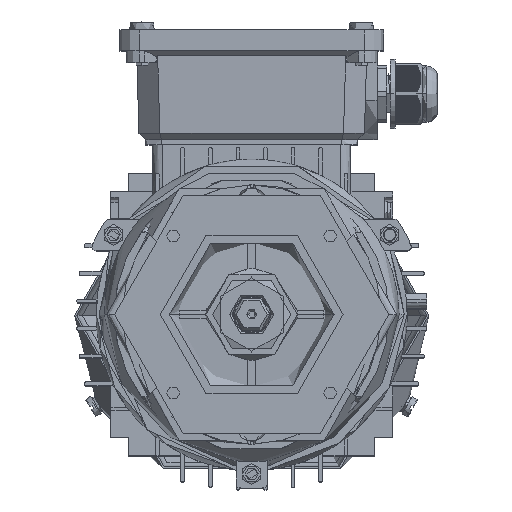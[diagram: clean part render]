
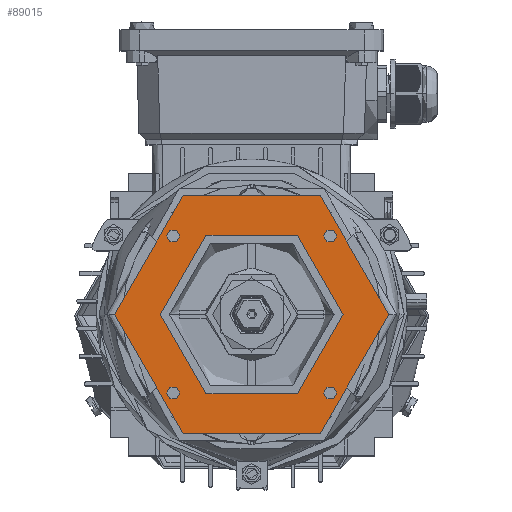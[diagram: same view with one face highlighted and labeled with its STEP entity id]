
A CAD part, top view. The second image highlights one B-rep face of the part: STEP entity #89015.
In plain terms, the highlighted planar face has unit normal (0, 0, 1).
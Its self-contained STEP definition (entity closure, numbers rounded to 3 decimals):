
#3541 = ORIENTED_EDGE ( 'NONE', *, *, #36630, .T. ) ;
#4940 = FACE_BOUND ( 'NONE', #16053, .T. ) ;
#4942 = CARTESIAN_POINT ( 'NONE',  ( -16.57, -22.902, 337.5 ) ) ;
#5778 = CIRCLE ( 'NONE', #144557, 35. ) ;
#6802 = DIRECTION ( 'NONE',  ( 1., 0., 0. ) ) ;
#7383 = DIRECTION ( 'NONE',  ( 1., 0., 0. ) ) ;
#7496 = DIRECTION ( 'NONE',  ( 1., 0., 0. ) ) ;
#7649 = EDGE_CURVE ( 'NONE', #88548, #115429, #75400, .T. ) ;
#7751 = CIRCLE ( 'NONE', #73897, 2.5 ) ;
#9567 = AXIS2_PLACEMENT_3D ( 'NONE', #97406, #16019, #111136 ) ;
#9644 = CIRCLE ( 'NONE', #82944, 2.5 ) ;
#11176 = AXIS2_PLACEMENT_3D ( 'NONE', #123587, #42281, #137256 ) ;
#11890 = VERTEX_POINT ( 'NONE', #65285 ) ;
#13867 = CARTESIAN_POINT ( 'NONE',  ( 15.982, -52.954, 337.5 ) ) ;
#14818 = DIRECTION ( 'NONE',  ( 0., 0., -1. ) ) ;
#15026 = CARTESIAN_POINT ( 'NONE',  ( 46.034, -22.902, 337.5 ) ) ;
#16019 = DIRECTION ( 'NONE',  ( 0., 0., 1. ) ) ;
#16053 = EDGE_LOOP ( 'NONE', ( #127425, #26554 ) ) ;
#18709 = DIRECTION ( 'NONE',  ( 0., 0., -1. ) ) ;
#26554 = ORIENTED_EDGE ( 'NONE', *, *, #160771, .T. ) ;
#26818 = PLANE ( 'NONE',  #9567 ) ;
#27086 = VERTEX_POINT ( 'NONE', #165907 ) ;
#27610 = DIRECTION ( 'NONE',  ( 1., 0., 0. ) ) ;
#28050 = EDGE_CURVE ( 'NONE', #97102, #37033, #99134, .T. ) ;
#28736 = DIRECTION ( 'NONE',  ( 1., 0., 0. ) ) ;
#36630 = EDGE_CURVE ( 'NONE', #37033, #97102, #123670, .T. ) ;
#37033 = VERTEX_POINT ( 'NONE', #80081 ) ;
#41107 = FACE_BOUND ( 'NONE', #172896, .T. ) ;
#42281 = DIRECTION ( 'NONE',  ( 0., 0., 1. ) ) ;
#43123 = DIRECTION ( 'NONE',  ( 0., 0., -1. ) ) ;
#44762 = CIRCLE ( 'NONE', #149144, 2.5 ) ;
#45409 = FACE_OUTER_BOUND ( 'NONE', #65059, .T. ) ;
#47114 = AXIS2_PLACEMENT_3D ( 'NONE', #170304, #88732, #7383 ) ;
#47707 = AXIS2_PLACEMENT_3D ( 'NONE', #169691, #88127, #6802 ) ;
#51159 = EDGE_CURVE ( 'NONE', #115429, #88548, #44762, .T. ) ;
#51450 = VERTEX_POINT ( 'NONE', #147568 ) ;
#52738 = CARTESIAN_POINT ( 'NONE',  ( -36.518, -52.954, 337.5 ) ) ;
#62209 = DIRECTION ( 'NONE',  ( 0., 0., -1. ) ) ;
#63222 = EDGE_CURVE ( 'NONE', #71511, #27086, #72215, .T. ) ;
#65059 = EDGE_LOOP ( 'NONE', ( #3541, #161680 ) ) ;
#65285 = CARTESIAN_POINT ( 'NONE',  ( 43.534, -22.902, 337.5 ) ) ;
#65300 = ORIENTED_EDGE ( 'NONE', *, *, #63222, .T. ) ;
#66641 = ORIENTED_EDGE ( 'NONE', *, *, #51159, .T. ) ;
#67473 = DIRECTION ( 'NONE',  ( 0., 0., -1. ) ) ;
#67723 = CARTESIAN_POINT ( 'NONE',  ( 48.534, -22.902, 337.5 ) ) ;
#68237 = VERTEX_POINT ( 'NONE', #128623 ) ;
#69356 = CARTESIAN_POINT ( 'NONE',  ( -14.07, -22.902, 337.5 ) ) ;
#71511 = VERTEX_POINT ( 'NONE', #147105 ) ;
#72215 = CIRCLE ( 'NONE', #128444, 2.5 ) ;
#73151 = AXIS2_PLACEMENT_3D ( 'NONE', #143512, #62209, #157287 ) ;
#73897 = AXIS2_PLACEMENT_3D ( 'NONE', #15026, #110146, #28736 ) ;
#73984 = AXIS2_PLACEMENT_3D ( 'NONE', #170412, #88845, #7496 ) ;
#75400 = CIRCLE ( 'NONE', #82747, 2.5 ) ;
#80081 = CARTESIAN_POINT ( 'NONE',  ( 68.482, -52.954, 337.5 ) ) ;
#80224 = VERTEX_POINT ( 'NONE', #160284 ) ;
#82747 = AXIS2_PLACEMENT_3D ( 'NONE', #124429, #43123, #138110 ) ;
#82944 = AXIS2_PLACEMENT_3D ( 'NONE', #96216, #14818, #109931 ) ;
#82969 = DIRECTION ( 'NONE',  ( 1., 0., 0. ) ) ;
#85510 = EDGE_CURVE ( 'NONE', #68237, #80224, #5778, .T. ) ;
#88052 = EDGE_CURVE ( 'NONE', #80224, #68237, #147598, .T. ) ;
#88127 = DIRECTION ( 'NONE',  ( 0., 0., -1. ) ) ;
#88548 = VERTEX_POINT ( 'NONE', #4942 ) ;
#88723 = CARTESIAN_POINT ( 'NONE',  ( -11.57, -22.902, 337.5 ) ) ;
#88732 = DIRECTION ( 'NONE',  ( 0., 0., -1. ) ) ;
#88845 = DIRECTION ( 'NONE',  ( 0., 0., -1. ) ) ;
#89015 = ADVANCED_FACE ( 'NONE', ( #45409, #117537, #149518, #41107, #4940, #145158 ), #26818, .T. ) ;
#90164 = ORIENTED_EDGE ( 'NONE', *, *, #123719, .T. ) ;
#92476 = CARTESIAN_POINT ( 'NONE',  ( -16.57, -83.006, 337.5 ) ) ;
#95068 = EDGE_CURVE ( 'NONE', #11890, #151969, #9644, .T. ) ;
#96216 = CARTESIAN_POINT ( 'NONE',  ( 46.034, -22.902, 337.5 ) ) ;
#97102 = VERTEX_POINT ( 'NONE', #52738 ) ;
#97406 = CARTESIAN_POINT ( 'NONE',  ( 15.982, 30.167, 337.5 ) ) ;
#99134 = CIRCLE ( 'NONE', #130034, 52.5 ) ;
#99751 = ORIENTED_EDGE ( 'NONE', *, *, #169808, .T. ) ;
#100103 = CARTESIAN_POINT ( 'NONE',  ( 46.034, -83.006, 337.5 ) ) ;
#102221 = CIRCLE ( 'NONE', #73984, 2.5 ) ;
#108998 = DIRECTION ( 'NONE',  ( 0., 0., 1. ) ) ;
#109931 = DIRECTION ( 'NONE',  ( 1., 0., 0. ) ) ;
#110146 = DIRECTION ( 'NONE',  ( 0., 0., -1. ) ) ;
#111136 = DIRECTION ( 'NONE',  ( 1., 0., 0. ) ) ;
#113774 = DIRECTION ( 'NONE',  ( 1., 0., 0. ) ) ;
#115429 = VERTEX_POINT ( 'NONE', #88723 ) ;
#117537 = FACE_BOUND ( 'NONE', #171009, .T. ) ;
#122405 = EDGE_CURVE ( 'NONE', #51450, #137761, #156788, .T. ) ;
#123587 = CARTESIAN_POINT ( 'NONE',  ( 15.982, -52.954, 337.5 ) ) ;
#123670 = CIRCLE ( 'NONE', #11176, 52.5 ) ;
#123719 = EDGE_CURVE ( 'NONE', #27086, #71511, #102221, .T. ) ;
#124429 = CARTESIAN_POINT ( 'NONE',  ( -14.07, -22.902, 337.5 ) ) ;
#127425 = ORIENTED_EDGE ( 'NONE', *, *, #122405, .T. ) ;
#128444 = AXIS2_PLACEMENT_3D ( 'NONE', #100103, #18709, #113774 ) ;
#128623 = CARTESIAN_POINT ( 'NONE',  ( -19.018, -52.954, 337.5 ) ) ;
#128910 = ORIENTED_EDGE ( 'NONE', *, *, #85510, .T. ) ;
#130034 = AXIS2_PLACEMENT_3D ( 'NONE', #13867, #108998, #27610 ) ;
#137256 = DIRECTION ( 'NONE',  ( 1., 0., 0. ) ) ;
#137761 = VERTEX_POINT ( 'NONE', #92476 ) ;
#138110 = DIRECTION ( 'NONE',  ( 1., 0., 0. ) ) ;
#139527 = EDGE_LOOP ( 'NONE', ( #99751, #153621 ) ) ;
#143512 = CARTESIAN_POINT ( 'NONE',  ( -14.07, -83.006, 337.5 ) ) ;
#144557 = AXIS2_PLACEMENT_3D ( 'NONE', #148851, #67473, #162602 ) ;
#145158 = FACE_BOUND ( 'NONE', #167339, .T. ) ;
#147105 = CARTESIAN_POINT ( 'NONE',  ( 48.534, -83.006, 337.5 ) ) ;
#147568 = CARTESIAN_POINT ( 'NONE',  ( -11.57, -83.006, 337.5 ) ) ;
#147598 = CIRCLE ( 'NONE', #47114, 35. ) ;
#148851 = CARTESIAN_POINT ( 'NONE',  ( 15.982, -52.954, 337.5 ) ) ;
#149144 = AXIS2_PLACEMENT_3D ( 'NONE', #69356, #164494, #82969 ) ;
#149518 = FACE_BOUND ( 'NONE', #139527, .T. ) ;
#151865 = CIRCLE ( 'NONE', #73151, 2.5 ) ;
#151969 = VERTEX_POINT ( 'NONE', #67723 ) ;
#153621 = ORIENTED_EDGE ( 'NONE', *, *, #95068, .T. ) ;
#154056 = ORIENTED_EDGE ( 'NONE', *, *, #88052, .T. ) ;
#156788 = CIRCLE ( 'NONE', #47707, 2.5 ) ;
#157287 = DIRECTION ( 'NONE',  ( 1., 0., 0. ) ) ;
#157610 = ORIENTED_EDGE ( 'NONE', *, *, #7649, .T. ) ;
#160284 = CARTESIAN_POINT ( 'NONE',  ( 50.982, -52.954, 337.5 ) ) ;
#160771 = EDGE_CURVE ( 'NONE', #137761, #51450, #151865, .T. ) ;
#161680 = ORIENTED_EDGE ( 'NONE', *, *, #28050, .T. ) ;
#162602 = DIRECTION ( 'NONE',  ( 1., 0., 0. ) ) ;
#164494 = DIRECTION ( 'NONE',  ( 0., 0., -1. ) ) ;
#165907 = CARTESIAN_POINT ( 'NONE',  ( 43.534, -83.006, 337.5 ) ) ;
#167339 = EDGE_LOOP ( 'NONE', ( #154056, #128910 ) ) ;
#169691 = CARTESIAN_POINT ( 'NONE',  ( -14.07, -83.006, 337.5 ) ) ;
#169808 = EDGE_CURVE ( 'NONE', #151969, #11890, #7751, .T. ) ;
#170304 = CARTESIAN_POINT ( 'NONE',  ( 15.982, -52.954, 337.5 ) ) ;
#170412 = CARTESIAN_POINT ( 'NONE',  ( 46.034, -83.006, 337.5 ) ) ;
#171009 = EDGE_LOOP ( 'NONE', ( #65300, #90164 ) ) ;
#172896 = EDGE_LOOP ( 'NONE', ( #66641, #157610 ) ) ;
